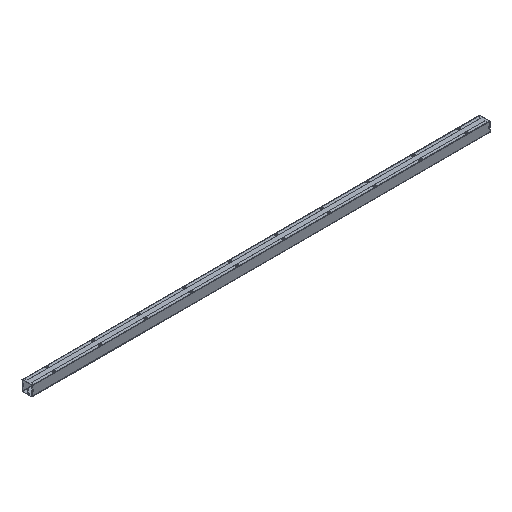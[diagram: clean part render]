
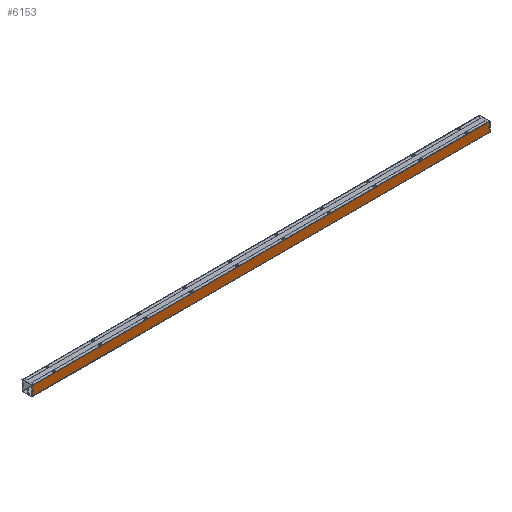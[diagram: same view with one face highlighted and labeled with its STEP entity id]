
A CAD part, isometric view. The second image highlights one B-rep face of the part: STEP entity #6153.
In plain terms, the highlighted planar face has unit normal (0, -1, 0).
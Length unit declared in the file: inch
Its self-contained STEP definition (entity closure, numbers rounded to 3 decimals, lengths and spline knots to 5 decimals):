
#274=LINE('',#10535,#650);
#278=LINE('',#10542,#654);
#283=LINE('',#10560,#659);
#285=LINE('',#10565,#661);
#311=LINE('',#10665,#687);
#319=LINE('',#10686,#695);
#322=LINE('',#10693,#698);
#326=LINE('',#10700,#702);
#328=LINE('',#10704,#704);
#329=LINE('',#10706,#705);
#330=LINE('',#10708,#706);
#331=LINE('',#10710,#707);
#332=LINE('',#10712,#708);
#333=LINE('',#10714,#709);
#334=LINE('',#10716,#710);
#335=LINE('',#10717,#711);
#650=VECTOR('',#7612,0.25);
#654=VECTOR('',#7618,0.25);
#659=VECTOR('',#7637,0.25);
#661=VECTOR('',#7641,0.25);
#687=VECTOR('',#7755,118.75);
#695=VECTOR('',#7783,0.0002);
#698=VECTOR('',#7788,0.03145);
#702=VECTOR('',#7794,0.0002);
#704=VECTOR('',#7798,0.0002);
#705=VECTOR('',#7799,0.0002);
#706=VECTOR('',#7800,0.03145);
#707=VECTOR('',#7801,0.6248);
#708=VECTOR('',#7802,2.46875);
#709=VECTOR('',#7803,120.);
#710=VECTOR('',#7804,2.46875);
#711=VECTOR('',#7805,0.6248);
#1020=PLANE('',#6680);
#1324=FACE_BOUND('',#2016,.T.);
#1325=FACE_BOUND('',#2017,.T.);
#1568=FACE_OUTER_BOUND('',#2015,.T.);
#2015=EDGE_LOOP('',(#4686,#4687,#4688,#4689,#4690,#4691,#4692,#4693,#4694,
#4695,#4696,#4697));
#2016=EDGE_LOOP('',(#4698,#4699,#4700,#4701));
#2017=EDGE_LOOP('',(#4702,#4703,#4704,#4705));
#2493=CIRCLE('',#6613,0.125);
#2495=CIRCLE('',#6618,0.125);
#2497=CIRCLE('',#6621,0.125);
#2499=CIRCLE('',#6626,0.125);
#2886=VERTEX_POINT('',#10526);
#2887=VERTEX_POINT('',#10528);
#2889=VERTEX_POINT('',#10534);
#2891=VERTEX_POINT('',#10540);
#2894=VERTEX_POINT('',#10550);
#2895=VERTEX_POINT('',#10552);
#2897=VERTEX_POINT('',#10558);
#2899=VERTEX_POINT('',#10564);
#2928=VERTEX_POINT('',#10662);
#2929=VERTEX_POINT('',#10664);
#2932=VERTEX_POINT('',#10685);
#2934=VERTEX_POINT('',#10691);
#2935=VERTEX_POINT('',#10692);
#2938=VERTEX_POINT('',#10703);
#2939=VERTEX_POINT('',#10705);
#2940=VERTEX_POINT('',#10707);
#2941=VERTEX_POINT('',#10709);
#2942=VERTEX_POINT('',#10711);
#2943=VERTEX_POINT('',#10713);
#2944=VERTEX_POINT('',#10715);
#3508=EDGE_CURVE('',#2887,#2886,#2493,.T.);
#3511=EDGE_CURVE('',#2889,#2887,#274,.T.);
#3515=EDGE_CURVE('',#2886,#2891,#278,.T.);
#3517=EDGE_CURVE('',#2891,#2889,#2495,.T.);
#3520=EDGE_CURVE('',#2895,#2894,#2497,.T.);
#3524=EDGE_CURVE('',#2894,#2897,#283,.T.);
#3526=EDGE_CURVE('',#2899,#2895,#285,.T.);
#3529=EDGE_CURVE('',#2897,#2899,#2499,.T.);
#3575=EDGE_CURVE('',#2929,#2928,#311,.T.);
#3586=EDGE_CURVE('',#2932,#2929,#319,.T.);
#3589=EDGE_CURVE('',#2934,#2935,#322,.T.);
#3593=EDGE_CURVE('',#2935,#2932,#326,.T.);
#3595=EDGE_CURVE('',#2928,#2938,#328,.T.);
#3596=EDGE_CURVE('',#2938,#2939,#329,.T.);
#3597=EDGE_CURVE('',#2939,#2940,#330,.T.);
#3598=EDGE_CURVE('',#2941,#2940,#331,.T.);
#3599=EDGE_CURVE('',#2942,#2941,#332,.T.);
#3600=EDGE_CURVE('',#2942,#2943,#333,.T.);
#3601=EDGE_CURVE('',#2944,#2943,#334,.T.);
#3602=EDGE_CURVE('',#2934,#2944,#335,.T.);
#4686=ORIENTED_EDGE('',*,*,#3589,.T.);
#4687=ORIENTED_EDGE('',*,*,#3593,.T.);
#4688=ORIENTED_EDGE('',*,*,#3586,.T.);
#4689=ORIENTED_EDGE('',*,*,#3575,.T.);
#4690=ORIENTED_EDGE('',*,*,#3595,.T.);
#4691=ORIENTED_EDGE('',*,*,#3596,.T.);
#4692=ORIENTED_EDGE('',*,*,#3597,.T.);
#4693=ORIENTED_EDGE('',*,*,#3598,.F.);
#4694=ORIENTED_EDGE('',*,*,#3599,.F.);
#4695=ORIENTED_EDGE('',*,*,#3600,.T.);
#4696=ORIENTED_EDGE('',*,*,#3601,.F.);
#4697=ORIENTED_EDGE('',*,*,#3602,.F.);
#4698=ORIENTED_EDGE('',*,*,#3508,.T.);
#4699=ORIENTED_EDGE('',*,*,#3515,.T.);
#4700=ORIENTED_EDGE('',*,*,#3517,.T.);
#4701=ORIENTED_EDGE('',*,*,#3511,.T.);
#4702=ORIENTED_EDGE('',*,*,#3520,.T.);
#4703=ORIENTED_EDGE('',*,*,#3524,.T.);
#4704=ORIENTED_EDGE('',*,*,#3529,.T.);
#4705=ORIENTED_EDGE('',*,*,#3526,.T.);
#6153=ADVANCED_FACE('',(#1568,#1324,#1325),#1020,.F.);
#6613=AXIS2_PLACEMENT_3D('',#10529,#7606,#7607);
#6618=AXIS2_PLACEMENT_3D('',#10545,#7623,#7624);
#6621=AXIS2_PLACEMENT_3D('',#10553,#7630,#7631);
#6626=AXIS2_PLACEMENT_3D('',#10569,#7647,#7648);
#6680=AXIS2_PLACEMENT_3D('',#10702,#7796,#7797);
#7606=DIRECTION('center_axis',(0.,1.,0.));
#7607=DIRECTION('ref_axis',(-1.,0.,0.));
#7612=DIRECTION('',(0.,0.,1.));
#7618=DIRECTION('',(0.,0.,-1.));
#7623=DIRECTION('center_axis',(0.,1.,0.));
#7624=DIRECTION('ref_axis',(1.,0.,0.));
#7630=DIRECTION('center_axis',(0.,1.,0.));
#7631=DIRECTION('ref_axis',(1.,0.,0.));
#7637=DIRECTION('',(0.,0.,-1.));
#7641=DIRECTION('',(0.,0.,1.));
#7647=DIRECTION('center_axis',(0.,1.,0.));
#7648=DIRECTION('ref_axis',(-1.,0.,0.));
#7755=DIRECTION('',(-1.,0.,0.));
#7783=DIRECTION('',(0.,0.,1.));
#7788=DIRECTION('',(0.,0.,-1.));
#7794=DIRECTION('',(-1.,0.,0.));
#7796=DIRECTION('center_axis',(0.,1.,0.));
#7797=DIRECTION('ref_axis',(1.,0.,0.));
#7798=DIRECTION('',(0.,0.,-1.));
#7799=DIRECTION('',(-1.,0.,0.));
#7800=DIRECTION('',(0.,0.,1.));
#7801=DIRECTION('',(1.,0.,0.));
#7802=DIRECTION('',(0.,0.,1.));
#7803=DIRECTION('',(1.,0.,0.));
#7804=DIRECTION('',(0.,0.,-1.));
#7805=DIRECTION('',(1.,0.,0.));
#10526=CARTESIAN_POINT('',(119.815,-0.0625,1.46875));
#10528=CARTESIAN_POINT('',(119.565,-0.0625,1.46875));
#10529=CARTESIAN_POINT('Origin',(119.69,-0.0625,1.46875));
#10534=CARTESIAN_POINT('',(119.565,-0.0625,1.21875));
#10535=CARTESIAN_POINT('',(119.565,-0.0625,1.25037));
#10540=CARTESIAN_POINT('',(119.815,-0.0625,1.21875));
#10542=CARTESIAN_POINT('',(119.815,-0.0625,1.31287));
#10545=CARTESIAN_POINT('Origin',(119.69,-0.0625,1.21875));
#10550=CARTESIAN_POINT('',(0.435,-0.0625,1.46875));
#10552=CARTESIAN_POINT('',(0.185,-0.0625,1.46875));
#10553=CARTESIAN_POINT('Origin',(0.31,-0.0625,
1.46875));
#10558=CARTESIAN_POINT('',(0.435,-0.0625,1.21875));
#10560=CARTESIAN_POINT('',(0.435,-0.0625,1.25037));
#10564=CARTESIAN_POINT('',(0.185,-0.0625,1.21875));
#10565=CARTESIAN_POINT('',(0.185,-0.0625,1.31287));
#10569=CARTESIAN_POINT('Origin',(0.31,-0.0625,
1.21875));
#10662=CARTESIAN_POINT('',(0.625,-0.0625,2.53125));
#10664=CARTESIAN_POINT('',(119.375,-0.0625,2.53125));
#10665=CARTESIAN_POINT('',(89.6875,-0.0625,2.53125));
#10685=CARTESIAN_POINT('',(119.375,-0.0625,2.53105));
#10686=CARTESIAN_POINT('',(119.375,-0.0625,1.90652));
#10691=CARTESIAN_POINT('',(119.3752,-0.0625,2.5625));
#10692=CARTESIAN_POINT('',(119.3752,-0.0625,2.53105));
#10693=CARTESIAN_POINT('',(119.3752,-0.0625,1.92224));
#10700=CARTESIAN_POINT('',(89.6876,-0.0625,2.53105));
#10702=CARTESIAN_POINT('Origin',(60.,-0.0625,1.28198));
#10703=CARTESIAN_POINT('',(0.625,-0.0625,2.53105));
#10704=CARTESIAN_POINT('',(0.625,-0.0625,1.92224));
#10705=CARTESIAN_POINT('',(0.6248,-0.0625,2.53105));
#10706=CARTESIAN_POINT('',(30.3125,-0.0625,2.53105));
#10707=CARTESIAN_POINT('',(0.6248,-0.0625,2.5625));
#10708=CARTESIAN_POINT('',(0.6248,-0.0625,1.90652));
#10709=CARTESIAN_POINT('',(0.,-0.0625,2.5625));
#10710=CARTESIAN_POINT('',(0.,-0.0625,2.5625));
#10711=CARTESIAN_POINT('',(0.,-0.0625,0.09375));
#10712=CARTESIAN_POINT('',(0.,-0.0625,0.09375));
#10713=CARTESIAN_POINT('',(120.,-0.0625,0.09375));
#10714=CARTESIAN_POINT('',(60.,-0.0625,0.09375));
#10715=CARTESIAN_POINT('',(120.,-0.0625,2.5625));
#10716=CARTESIAN_POINT('',(120.,-0.0625,-0.09082));
#10717=CARTESIAN_POINT('',(0.,-0.0625,2.5625));
